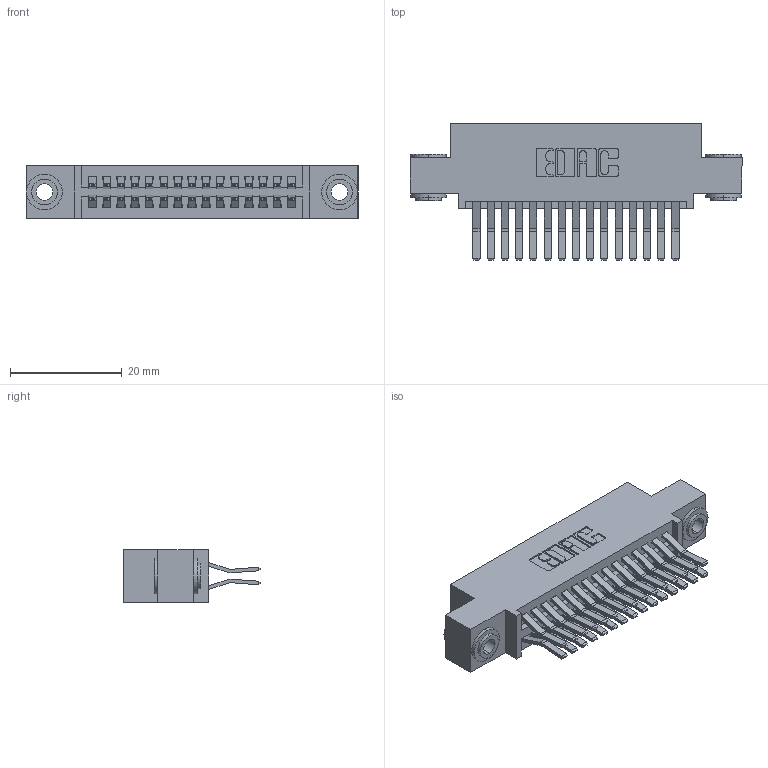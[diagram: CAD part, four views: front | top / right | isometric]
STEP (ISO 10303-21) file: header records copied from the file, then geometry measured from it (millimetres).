
FILE_DESCRIPTION (( 'STEP AP203' ), '1' );
FILE_NAME ('395-030-560-503.STEP', '2019-10-17T15:15:24', ( '' ), ( '' ), 'SwSTEP 2.0', 'SolidWorks 2016', '' );
FILE_SCHEMA (( 'CONFIG_CONTROL_DESIGN' ));
Length unit declared in the file: inch
Products named in the file (4): 345 Part_0.110 Offset - 0.156 Dia-TH; 345-292-001_560 Tail; 345-250-002_345-250-002-102; 395-030-560-503
Assembly tree (33 placements, depth 2):
  395-030-560-503
    345 Part_0.110 Offset - 0.156 Dia-TH
    345-292-001_560 Tail  x30
    345-250-002_345-250-002-102  x2
Bounding box: 59.31 x 24.45 x 9.4 mm (x, y, z)
Volume: 5653.4 mm3; surface area: 8637.2 mm2
Topology: 33 solids, 33 shells, 1728 faces, 5079 edges, 3342 vertices
Faces by surface type: plane 1084, cylinder 636, cone 8
Entity records: 16274 total; most frequent: CARTESIAN_POINT 2731, ORIENTED_EDGE 2658, DIRECTION 2475, EDGE_CURVE 1329, VECTOR 1109, LINE 1109, VERTEX_POINT 882, AXIS2_PLACEMENT_3D 683
